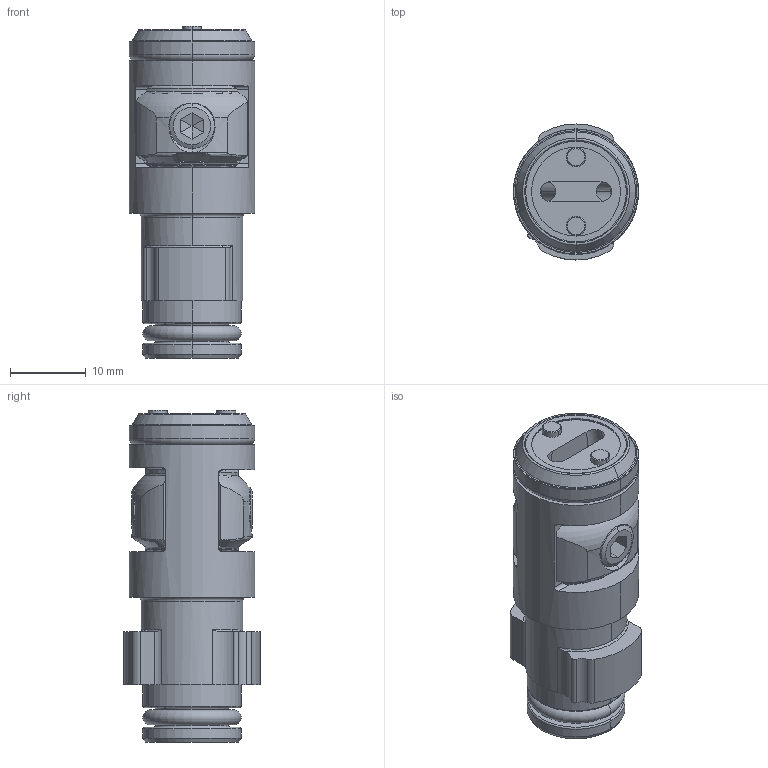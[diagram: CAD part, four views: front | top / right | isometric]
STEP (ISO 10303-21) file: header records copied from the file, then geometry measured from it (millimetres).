
FILE_DESCRIPTION((''),'2;1');
FILE_NAME('KS32-05_SW0001','2010-07-19T',('kratschmannh'),(''),'PRO/ENGINEER BY PARAMETRIC TECHNOLOGY CORPORATION, 2008250','PRO/ENGINEER BY PARAMETRIC TECHNOLOGY CORPORATION, 2008250','');
FILE_SCHEMA(('AUTOMOTIVE_DESIGN_CC2 { 1 2 10303 214 -1 1 5 2 }'));
Length unit declared in the file: millimetre
Products named in the file (1): KS32-05_SW0001
Bounding box: 16.6 x 18 x 43.92 mm (x, y, z)
Volume: 7146.7 mm3; surface area: 4585.8 mm2
Topology: 1 solids, 4 shells, 304 faces, 763 edges, 470 vertices
Faces by surface type: plane 94, cylinder 92, torus 60, cone 46, bspline 12
Entity records: 15393 total; most frequent: CARTESIAN_POINT 6139, ORIENTED_EDGE 1526, DIRECTION 1447, EDGE_CURVE 763, AXIS2_PLACEMENT_3D 594, VERTEX_POINT 470, EDGE_LOOP 325, FACE_OUTER_BOUND 304
